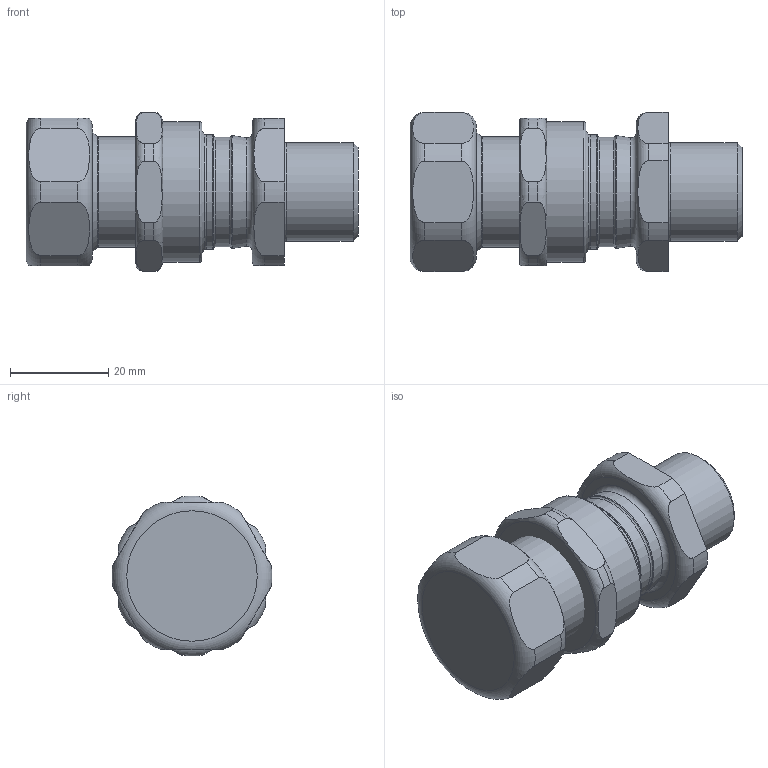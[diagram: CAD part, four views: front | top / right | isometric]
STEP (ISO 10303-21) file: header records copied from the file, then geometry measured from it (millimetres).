
FILE_DESCRIPTION(/* description */ (''),/* implementation_level */ '2;1');
FILE_NAME(/* name */ 'CSB 656N A -X.stp',/* time_stamp */ '2021-04-26T12:06:54+06:00',/* author */ ('vinaykumark'),/* organization */ (''),/* preprocessor_version */ 'ST-DEVELOPER v18',/* originating_system */ 'Autodesk Inventor 2020',/* authorisation */ '');
FILE_SCHEMA (('AUTOMOTIVE_DESIGN { 1 0 10303 214 3 1 1 }'));
Length unit declared in the file: inch
Products named in the file (1): CSB 656N A -X
Bounding box: 67.48 x 32.5 x 32.47 mm (x, y, z)
Volume: 51405.9 mm3; surface area: 14740.3 mm2
Topology: 6 solids, 6 shells, 256 faces, 732 edges, 511 vertices
Faces by surface type: plane 106, bspline 66, torus 39, cylinder 35, cone 10
Full cylindrical faces by diameter (mm): 14.1 x1, 14.3 x1, 16.9 x2, 19.2 x1, 19.4 x2, 20 x1, 21.2 x1, 22.26 x1, 22.4 x1, 23.26 x1, 23.5 x1, 25.32 x1, 28.6 x1
Entity records: 9805 total; most frequent: CARTESIAN_POINT 3005, ORIENTED_EDGE 1458, DIRECTION 1203, EDGE_CURVE 729, VERTEX_POINT 505, AXIS2_PLACEMENT_3D 450, LINE 303, VECTOR 303
